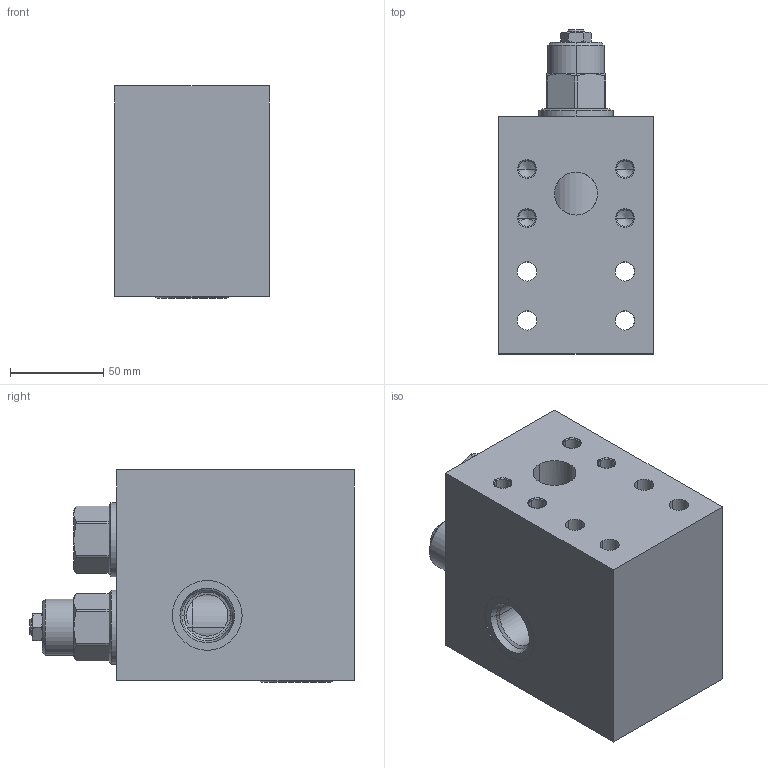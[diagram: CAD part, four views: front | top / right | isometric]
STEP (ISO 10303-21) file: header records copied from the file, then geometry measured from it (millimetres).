
FILE_DESCRIPTION((''),'2;1');
FILE_NAME('MANIFOLD_STP1_ASM','2016-01-22T',('Administrator'),(''),'PRO/ENGINEER BY PARAMETRIC TECHNOLOGY CORPORATION, 2006240','PRO/ENGINEER BY PARAMETRIC TECHNOLOGY CORPORATION, 2006240','');
FILE_SCHEMA(('CONFIG_CONTROL_DESIGN'));
Length unit declared in the file: inch
Products named in the file (3): 1516740020_PRT; ASMNAME_CART_PRT; MANIFOLD_STP1_ASM
Assembly tree (2 placements, depth 2):
  MANIFOLD_STP1_ASM
    1516740020_PRT
    ASMNAME_CART_PRT
Bounding box: 82.55 x 173.46 x 113.46 mm (x, y, z)
Surface area: 172380.7 mm2 (no closed solid volume)
Topology: 0 solids, 20 shells, 562 faces, 1334 edges, 818 vertices
Faces by surface type: cylinder 241, cone 124, plane 109, torus 88
Entity records: 17793 total; most frequent: CARTESIAN_POINT 4381, DIRECTION 3082, ORIENTED_EDGE 2598, AXIS2_PLACEMENT_3D 1326, EDGE_CURVE 1318, VERTEX_POINT 818, CIRCLE 759, EDGE_LOOP 647
